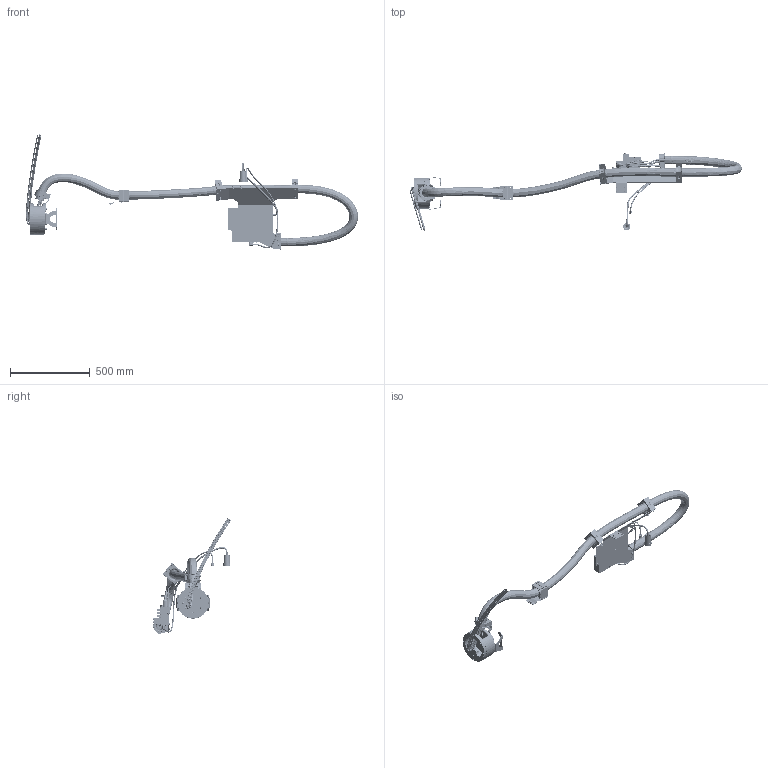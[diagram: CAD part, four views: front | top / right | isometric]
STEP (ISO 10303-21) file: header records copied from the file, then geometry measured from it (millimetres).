
FILE_DESCRIPTION (( 'STEP AP214' ), '1' );
FILE_NAME ('TS207-212.STEP', '2025-09-01T12:32:31', ( '' ), ( '' ), 'SwSTEP 2.0', 'SolidWorks 2024', '' );
FILE_SCHEMA (( 'AUTOMOTIVE_DESIGN' ));
Length unit declared in the file: millimetre
Products named in the file (1): TS207-212
Bounding box: 2081.32 x 488.6 x 724.74 mm (x, y, z)
Volume: 5689584.1 mm3; surface area: 2584672.2 mm2
Topology: 121 solids, 123 shells, 7752 faces, 19375 edges, 12219 vertices
Faces by surface type: plane 2830, cylinder 2183, bspline 1728, cone 495, torus 398, sphere 118
Entity records: 433606 total; most frequent: CARTESIAN_POINT 257615, ORIENTED_EDGE 38318, DIRECTION 32912, EDGE_CURVE 19159, VERTEX_POINT 12203, AXIS2_PLACEMENT_3D 11983, VECTOR 8946, LINE 8946
